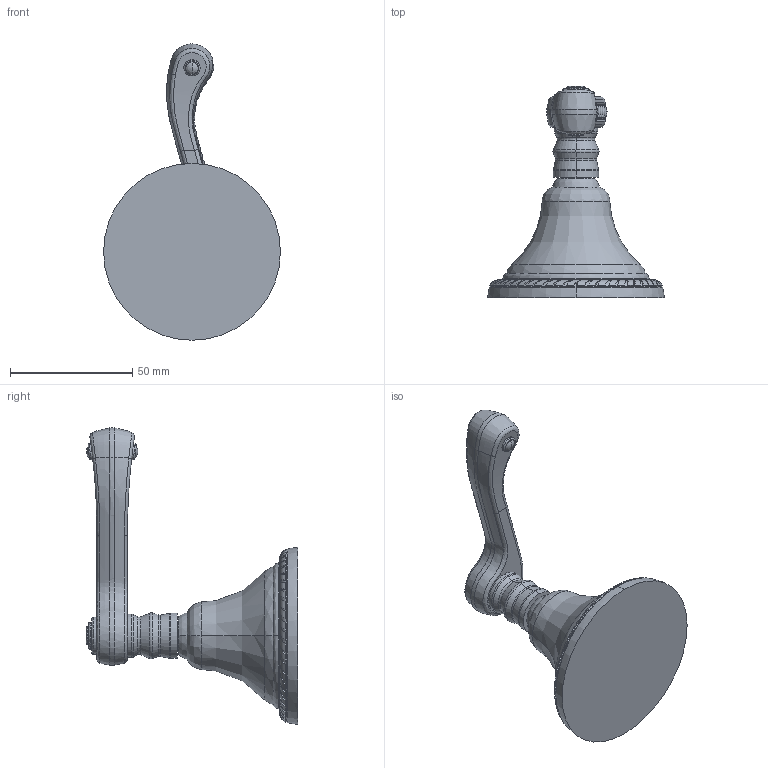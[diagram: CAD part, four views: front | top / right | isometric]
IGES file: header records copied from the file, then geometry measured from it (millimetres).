
Start section:  PTC IGES file: 3-188h.igs
Global section: file name: 3-188h.igs; native system: Creo Parametric by PTC Inc.; preprocessor: 2018400; author: jinson.thomas; organization: Unknown; date: 20201230.150302; units: inch
Bounding box: 72.26 x 86.36 x 121.14 mm (x, y, z)
Volume: 96563.7 mm3; surface area: 18869.6 mm2
Topology: 1 solids, 1 shells, 555 faces, 1420 edges, 922 vertices
Faces by surface type: revolution 313, bspline 139, extrusion 103
